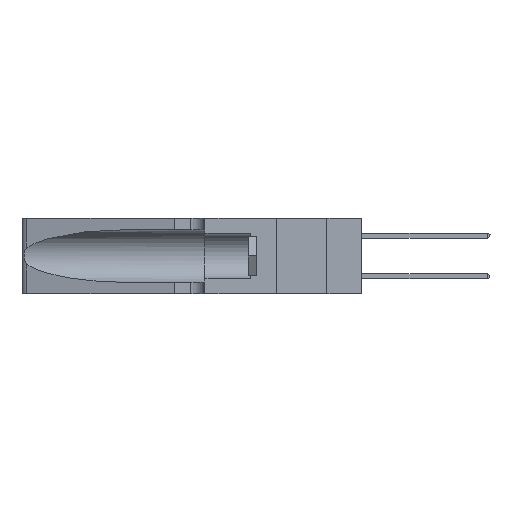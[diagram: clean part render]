
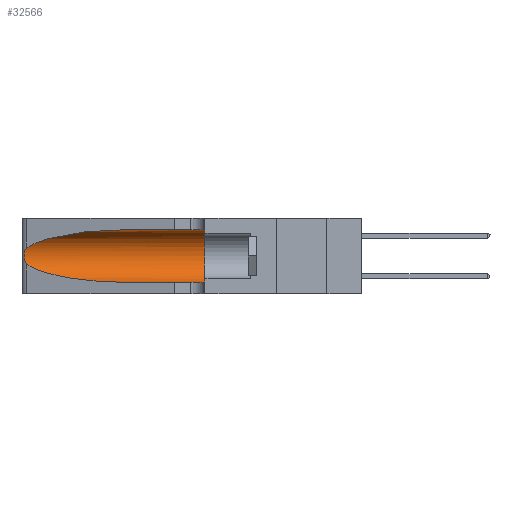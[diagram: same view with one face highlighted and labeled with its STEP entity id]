
A CAD part, left-side view. The second image highlights one B-rep face of the part: STEP entity #32566.
In plain terms, the highlighted cylindrical face has radius 3.308 mm (diameter 6.617 mm), a partial arc.
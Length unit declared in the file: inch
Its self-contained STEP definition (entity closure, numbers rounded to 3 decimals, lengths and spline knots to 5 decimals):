
#246 = VERTEX_POINT ( 'NONE', #13841 ) ;
#1651 = ORIENTED_EDGE ( 'NONE', *, *, #18021, .F. ) ;
#1692 = EDGE_CURVE ( 'NONE', #7618, #31560, #14746, .T. ) ;
#2322 = CARTESIAN_POINT ( 'NONE',  ( 0.25487, 1.22718, 0.14631 ) ) ;
#2422 = CARTESIAN_POINT ( 'NONE',  ( 0.1305, 0.35, 0.05475 ) ) ;
#4225 = CARTESIAN_POINT ( 'NONE',  ( 0.1305, 0.72297, 0.31525 ) ) ;
#4902 = CARTESIAN_POINT ( 'NONE',  ( 0.18966, 0.96281, 0.31525 ) ) ;
#5073 = CARTESIAN_POINT ( 'NONE',  ( 0.25555, 1.22994, 0.2215 ) ) ;
#5237 = DIRECTION ( 'NONE',  ( 0., -1., 0. ) ) ;
#6782 = CARTESIAN_POINT ( 'NONE',  ( 0.18966, 0.96281, 0.05475 ) ) ;
#6925 = CARTESIAN_POINT ( 'NONE',  ( 0.2373, 1.15595, 0.08982 ) ) ;
#7618 = VERTEX_POINT ( 'NONE', #4225 ) ;
#7969 = CARTESIAN_POINT ( 'NONE',  ( 0.1305, 0.72297, 0.05475 ) ) ;
#8017 = CARTESIAN_POINT ( 'NONE',  ( 0.26018, 1.23835, 0.19895 ) ) ;
#8241 = DIRECTION ( 'NONE',  ( 0., -1., 0. ) ) ;
#8249 = CARTESIAN_POINT ( 'NONE',  ( 0.2373, 1.15595, 0.28018 ) ) ;
#8279 = CARTESIAN_POINT ( 'NONE',  ( 0.25639, 1.23184, 0.21858 ) ) ;
#8804 = VERTEX_POINT ( 'NONE', #28140 ) ;
#9521 = AXIS2_PLACEMENT_3D ( 'NONE', #26046, #32415, #23275 ) ;
#9838 =( BOUNDED_CURVE ( )  B_SPLINE_CURVE ( 3, ( #9870, #6925, #6782, #22573 ),
 .UNSPECIFIED., .F., .T. ) 
 B_SPLINE_CURVE_WITH_KNOTS ( ( 4, 4 ),
 ( 3.44316, 4.71239 ),
 .UNSPECIFIED. ) 
 CURVE ( )  GEOMETRIC_REPRESENTATION_ITEM ( )  RATIONAL_B_SPLINE_CURVE ( ( 1., 0.87, 0.87, 1. ) ) 
 REPRESENTATION_ITEM ( '' )  );
#9870 = CARTESIAN_POINT ( 'NONE',  ( 0.25487, 1.22718, 0.14631 ) ) ;
#10190 = CYLINDRICAL_SURFACE ( 'NONE', #14601, 0.13025 ) ;
#11190 = CARTESIAN_POINT ( 'NONE',  ( 0.1305, 0.72297, 0.31525 ) ) ;
#11371 = CARTESIAN_POINT ( 'NONE',  ( 0.1305, 1.61858, 0.05475 ) ) ;
#11764 = CARTESIAN_POINT ( 'NONE',  ( 0.25856, 1.23593, 0.16098 ) ) ;
#11924 = ORIENTED_EDGE ( 'NONE', *, *, #32567, .T. ) ;
#12471 = VECTOR ( 'NONE', #8241, 39.37008 ) ;
#12926 = CARTESIAN_POINT ( 'NONE',  ( 0.1305, 1.61858, 0.185 ) ) ;
#13841 = CARTESIAN_POINT ( 'NONE',  ( 0.25487, 1.22718, 0.14631 ) ) ;
#14446 = CARTESIAN_POINT ( 'NONE',  ( 0.26075, 1.23896, 0.19203 ) ) ;
#14601 = AXIS2_PLACEMENT_3D ( 'NONE', #12926, #19106, #25605 ) ;
#14719 = CARTESIAN_POINT ( 'NONE',  ( 0.25487, 1.22718, 0.22369 ) ) ;
#14746 =( BOUNDED_CURVE ( )  B_SPLINE_CURVE ( 3, ( #11190, #4902, #8249, #17782 ),
 .UNSPECIFIED., .F., .T. ) 
 B_SPLINE_CURVE_WITH_KNOTS ( ( 4, 4 ),
 ( 1.5708, 2.84003 ),
 .UNSPECIFIED. ) 
 CURVE ( )  GEOMETRIC_REPRESENTATION_ITEM ( )  RATIONAL_B_SPLINE_CURVE ( ( 1., 0.87, 0.87, 1. ) ) 
 REPRESENTATION_ITEM ( '' )  );
#15216 = FACE_OUTER_BOUND ( 'NONE', #38310, .T. ) ;
#16372 = ORIENTED_EDGE ( 'NONE', *, *, #37299, .T. ) ;
#17527 = CARTESIAN_POINT ( 'NONE',  ( 0.25487, 1.22718, 0.22369 ) ) ;
#17782 = CARTESIAN_POINT ( 'NONE',  ( 0.25487, 1.22718, 0.22369 ) ) ;
#18021 = EDGE_CURVE ( 'NONE', #8804, #24027, #20439, .T. ) ;
#18078 = CARTESIAN_POINT ( 'NONE',  ( 0.26017, 1.23833, 0.17102 ) ) ;
#18617 = EDGE_CURVE ( 'NONE', #7618, #8804, #26307, .T. ) ;
#19106 = DIRECTION ( 'NONE',  ( 0., -1., 0. ) ) ;
#20439 = CIRCLE ( 'NONE', #9521, 0.13025 ) ;
#21417 = CARTESIAN_POINT ( 'NONE',  ( 0.25639, 1.23186, 0.15144 ) ) ;
#22179 = VERTEX_POINT ( 'NONE', #7969 ) ;
#22573 = CARTESIAN_POINT ( 'NONE',  ( 0.1305, 0.72297, 0.05475 ) ) ;
#23275 = DIRECTION ( 'NONE',  ( 0., 0., 1. ) ) ;
#24027 = VERTEX_POINT ( 'NONE', #2422 ) ;
#24976 = ORIENTED_EDGE ( 'NONE', *, *, #37944, .T. ) ;
#25605 = DIRECTION ( 'NONE',  ( 0., 0., -1. ) ) ;
#26046 = CARTESIAN_POINT ( 'NONE',  ( 0.1305, 0.35, 0.185 ) ) ;
#26307 = LINE ( 'NONE', #39834, #12471 ) ;
#27658 = CARTESIAN_POINT ( 'NONE',  ( 0.26075, 1.23896, 0.178 ) ) ;
#28140 = CARTESIAN_POINT ( 'NONE',  ( 0.1305, 0.35, 0.31525 ) ) ;
#29526 = B_SPLINE_CURVE_WITH_KNOTS ( 'NONE', 3,
 ( #14719, #5073, #8279, #37214, #33458, #8017, #14446, #27658, #18078, #11764, #40429, #21417, #34007, #2322 ),
 .UNSPECIFIED., .F., .F.,
 ( 4, 2, 2, 2, 2, 2, 4 ),
 ( 0., 0.00027, 0.00053, 0.00107, 0.0016, 0.00187, 0.00214 ),
 .UNSPECIFIED. ) ;
#31560 = VERTEX_POINT ( 'NONE', #17527 ) ;
#32415 = DIRECTION ( 'NONE',  ( 0., 1., 0. ) ) ;
#32566 = ADVANCED_FACE ( 'NONE', ( #15216 ), #10190, .F. ) ;
#32567 = EDGE_CURVE ( 'NONE', #246, #22179, #9838, .T. ) ;
#32876 = ORIENTED_EDGE ( 'NONE', *, *, #1692, .T. ) ;
#33123 = VECTOR ( 'NONE', #5237, 39.37008 ) ;
#33458 = CARTESIAN_POINT ( 'NONE',  ( 0.25854, 1.2359, 0.20912 ) ) ;
#34007 = CARTESIAN_POINT ( 'NONE',  ( 0.25555, 1.22993, 0.14849 ) ) ;
#34852 = ORIENTED_EDGE ( 'NONE', *, *, #18617, .F. ) ;
#37214 = CARTESIAN_POINT ( 'NONE',  ( 0.25787, 1.23484, 0.2124 ) ) ;
#37299 = EDGE_CURVE ( 'NONE', #22179, #24027, #39550, .T. ) ;
#37944 = EDGE_CURVE ( 'NONE', #31560, #246, #29526, .T. ) ;
#38310 = EDGE_LOOP ( 'NONE', ( #32876, #24976, #11924, #16372, #1651, #34852 ) ) ;
#39550 = LINE ( 'NONE', #11371, #33123 ) ;
#39834 = CARTESIAN_POINT ( 'NONE',  ( 0.1305, 1.61858, 0.31525 ) ) ;
#40429 = CARTESIAN_POINT ( 'NONE',  ( 0.25789, 1.23486, 0.15765 ) ) ;
